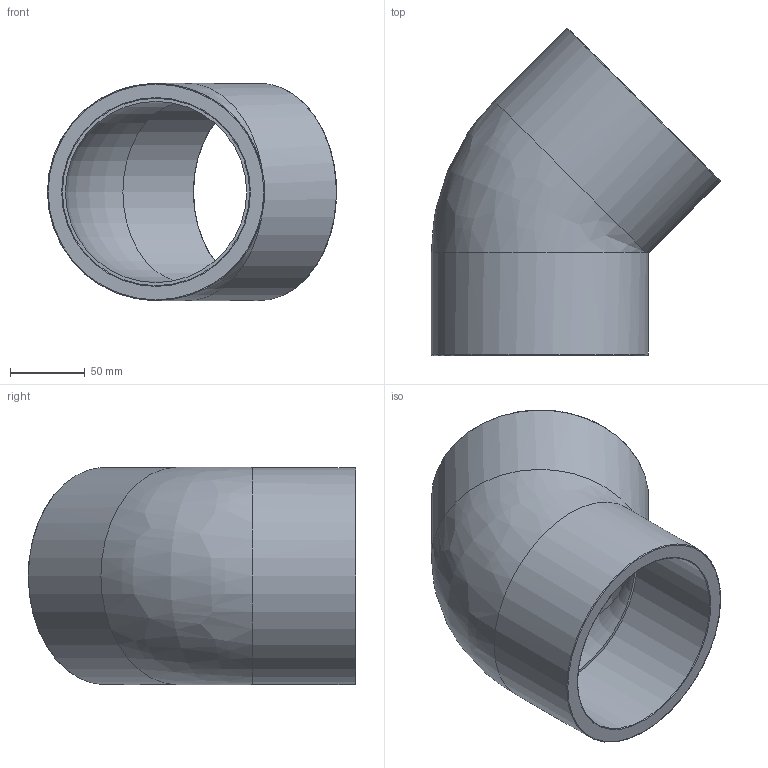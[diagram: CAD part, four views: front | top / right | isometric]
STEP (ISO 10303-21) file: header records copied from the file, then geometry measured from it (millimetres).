
FILE_DESCRIPTION(/* description */ (''),/* implementation_level */ '2;1');
FILE_NAME(/* name */ 'EY501250.stp',/* time_stamp */ '2016-10-17T15:03:44+02:00',/* author */ ('Gabriele'),/* organization */ (''),/* preprocessor_version */ 'ST-DEVELOPER v16.5',/* originating_system */ 'Autodesk Inventor 2017',/* authorisation */ '');
FILE_SCHEMA (('AUTOMOTIVE_DESIGN { 1 0 10303 214 3 1 1 }'));
Length unit declared in the file: millimetre
Products named in the file (1): EY501250
Bounding box: 193.01 x 218.74 x 144.99 mm (x, y, z)
Volume: 876033.9 mm3; surface area: 173080.2 mm2
Topology: 1 solids, 1 shells, 14 faces, 28 edges, 16 vertices
Faces by surface type: torus 5, plane 4, cylinder 4, bspline 1
Full cylindrical faces by diameter (mm): 125 x2, 145 x2
Entity records: 340 total; most frequent: CARTESIAN_POINT 70, DIRECTION 58, ORIENTED_EDGE 30, AXIS2_PLACEMENT_3D 29, EDGE_LOOP 27, EDGE_CURVE 15, FACE_OUTER_BOUND 14, CIRCLE 14
